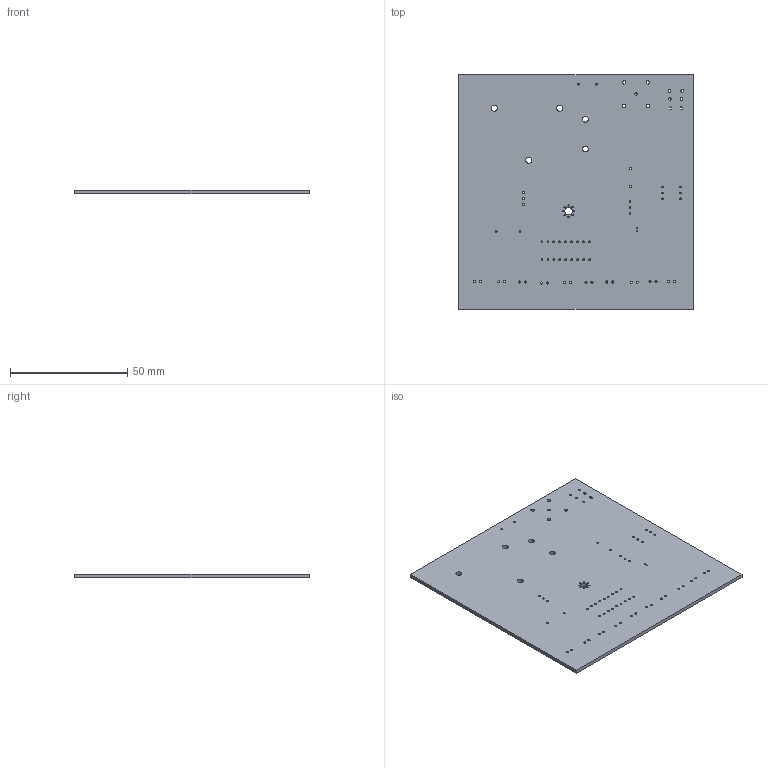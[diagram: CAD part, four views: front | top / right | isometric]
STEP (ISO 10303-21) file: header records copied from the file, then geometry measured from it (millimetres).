
FILE_DESCRIPTION(('KiCad electronic assembly'),'2;1');
FILE_NAME('smeter.step','2022-10-08T16:16:24',('Pcbnew'),('Kicad'), 'Open CASCADE STEP processor 7.6','KiCad to STEP converter','Unknown' );
FILE_SCHEMA(('AUTOMOTIVE_DESIGN { 1 0 10303 214 1 1 1 1 }'));
Length unit declared in the file: millimetre
Products named in the file (2): smeter 1; smeter PCB
Assembly tree (1 placements, depth 2):
  smeter 1
    smeter PCB
Bounding box: 100.08 x 100.2 x 1.6 mm (x, y, z)
Volume: 15916.1 mm3; surface area: 20947.2 mm2
Topology: 1 solids, 1 shells, 101 faces, 297 edges, 198 vertices
Faces by surface type: cylinder 87, plane 14
Full cylindrical faces by diameter (mm): 0.5 x8, 0.65 x2, 0.8 x36, 0.9 x20, 1.1 x3, 1.5 x4, 2.4 x2, 2.6 x3, 3.2 x1
Entity records: 7705 total; most frequent: DIRECTION 1271, CARTESIAN_POINT 1192, ORIENTED_EDGE 594, PCURVE 594, DEFINITIONAL_REPRESENTATION 594, LINE 543, VECTOR 543, CIRCLE 348
